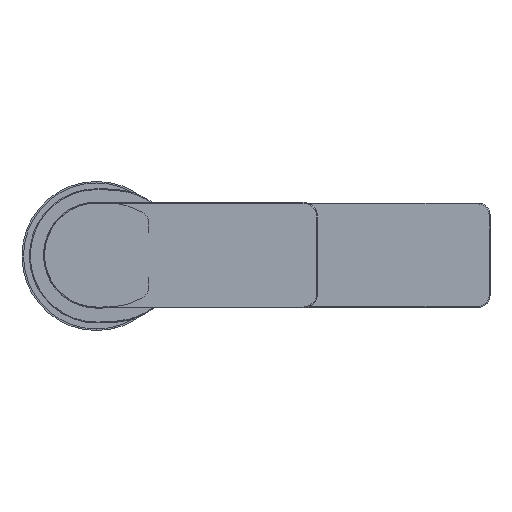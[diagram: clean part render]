
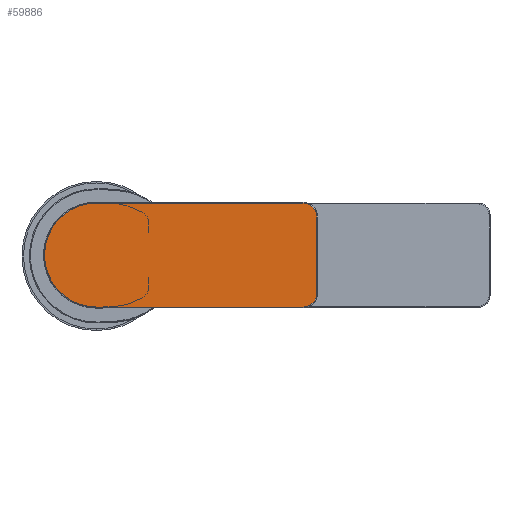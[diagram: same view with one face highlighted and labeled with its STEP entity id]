
A CAD part, top view. The second image highlights one B-rep face of the part: STEP entity #59886.
In plain terms, the highlighted planar face has unit normal (0, 0, 1).
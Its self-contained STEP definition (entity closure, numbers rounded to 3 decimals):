
#57442=CARTESIAN_POINT('',(69.245,-12.755,25.));
#57443=DIRECTION('',(0.,0.,1.));
#57444=DIRECTION('',(0.,-1.,0.));
#57445=AXIS2_PLACEMENT_3D('',#57442,#57443,#57444);
#57447=DIRECTION('',(1.,0.,0.));
#57448=VECTOR('',#57447,67.634);
#57449=CARTESIAN_POINT('',(1.611,-17.455,25.));
#57450=LINE('',#57449,#57448);
#57451=CARTESIAN_POINT('',(0.,-17.455,25.));
#57452=CARTESIAN_POINT('',(0.177,-17.457,25.));
#57453=CARTESIAN_POINT('',(0.531,-17.459,25.));
#57454=CARTESIAN_POINT('',(1.034,-17.46,25.));
#57455=CARTESIAN_POINT('',(1.414,-17.457,25.));
#57456=CARTESIAN_POINT('',(1.611,-17.455,25.));
#57458=CARTESIAN_POINT('',(0.,0.,25.));
#57459=DIRECTION('',(0.,0.,1.));
#57460=DIRECTION('',(0.,1.,0.));
#57461=AXIS2_PLACEMENT_3D('',#57458,#57459,#57460);
#57463=CARTESIAN_POINT('',(1.611,17.455,25.));
#57464=CARTESIAN_POINT('',(1.443,17.457,25.));
#57465=CARTESIAN_POINT('',(1.102,17.459,25.));
#57466=CARTESIAN_POINT('',(0.583,17.46,25.));
#57467=CARTESIAN_POINT('',(0.2,17.457,25.));
#57468=CARTESIAN_POINT('',(0.,17.455,25.));
#57470=DIRECTION('',(-1.,0.,0.));
#57471=VECTOR('',#57470,67.634);
#57472=CARTESIAN_POINT('',(69.245,17.455,25.));
#57473=LINE('',#57472,#57471);
#57474=CARTESIAN_POINT('',(69.245,12.755,25.));
#57475=DIRECTION('',(0.,0.,1.));
#57476=DIRECTION('',(1.,0.,0.));
#57477=AXIS2_PLACEMENT_3D('',#57474,#57475,#57476);
#57479=DIRECTION('',(0.,1.,0.));
#57480=VECTOR('',#57479,25.51);
#57481=CARTESIAN_POINT('',(73.945,-12.755,25.));
#57482=LINE('',#57481,#57480);
#58239=CARTESIAN_POINT('',(69.245,-17.455,25.));
#58240=CARTESIAN_POINT('',(73.945,-12.755,25.));
#58241=VERTEX_POINT('',#58239);
#58242=VERTEX_POINT('',#58240);
#58247=CARTESIAN_POINT('',(73.945,12.755,25.));
#58248=VERTEX_POINT('',#58247);
#58251=CARTESIAN_POINT('',(69.245,17.455,25.));
#58252=VERTEX_POINT('',#58251);
#58255=CARTESIAN_POINT('',(1.611,17.455,25.));
#58256=VERTEX_POINT('',#58255);
#58259=VERTEX_POINT('',#57468);
#58261=CARTESIAN_POINT('',(-0.001,-17.455,25.));
#58262=VERTEX_POINT('',#58261);
#58265=VERTEX_POINT('',#57456);
#59864=CARTESIAN_POINT('',(0.,0.,25.));
#59865=DIRECTION('',(0.,0.,1.));
#59866=DIRECTION('',(1.,0.,0.));
#59867=AXIS2_PLACEMENT_3D('',#59864,#59865,#59866);
#59868=PLANE('',#59867);
#59870=ORIENTED_EDGE('',*,*,#59869,.F.);
#59872=ORIENTED_EDGE('',*,*,#59871,.F.);
#59874=ORIENTED_EDGE('',*,*,#59873,.F.);
#59876=ORIENTED_EDGE('',*,*,#59875,.F.);
#59877=ORIENTED_EDGE('',*,*,#59854,.F.);
#59879=ORIENTED_EDGE('',*,*,#59878,.F.);
#59881=ORIENTED_EDGE('',*,*,#59880,.F.);
#59883=ORIENTED_EDGE('',*,*,#59882,.F.);
#59884=EDGE_LOOP('',(#59870,#59872,#59874,#59876,#59877,#59879,#59881,#59883));
#59885=FACE_OUTER_BOUND('',#59884,.F.);
#57446=CIRCLE('',#57445,4.7);
#57457=B_SPLINE_CURVE_WITH_KNOTS('',3,(#57451,#57452,#57453,#57454,#57455,
#57456),.UNSPECIFIED.,.F.,.F.,(4,1,1,4),(0.,0.333,
0.667,1.),.UNSPECIFIED.);
#57462=CIRCLE('',#57461,17.455);
#57469=B_SPLINE_CURVE_WITH_KNOTS('',3,(#57463,#57464,#57465,#57466,#57467,
#57468),.UNSPECIFIED.,.F.,.F.,(4,1,1,4),(0.,0.333,
0.667,1.),.UNSPECIFIED.);
#57478=CIRCLE('',#57477,4.7);
#59854=EDGE_CURVE('',#58256,#58259,#57469,.T.);
#59869=EDGE_CURVE('',#58241,#58242,#57446,.T.);
#59871=EDGE_CURVE('',#58265,#58241,#57450,.T.);
#59873=EDGE_CURVE('',#58262,#58265,#57457,.T.);
#59875=EDGE_CURVE('',#58259,#58262,#57462,.T.);
#59878=EDGE_CURVE('',#58252,#58256,#57473,.T.);
#59880=EDGE_CURVE('',#58248,#58252,#57478,.T.);
#59882=EDGE_CURVE('',#58242,#58248,#57482,.T.);
#59886=ADVANCED_FACE('',(#59885),#59868,.T.);
